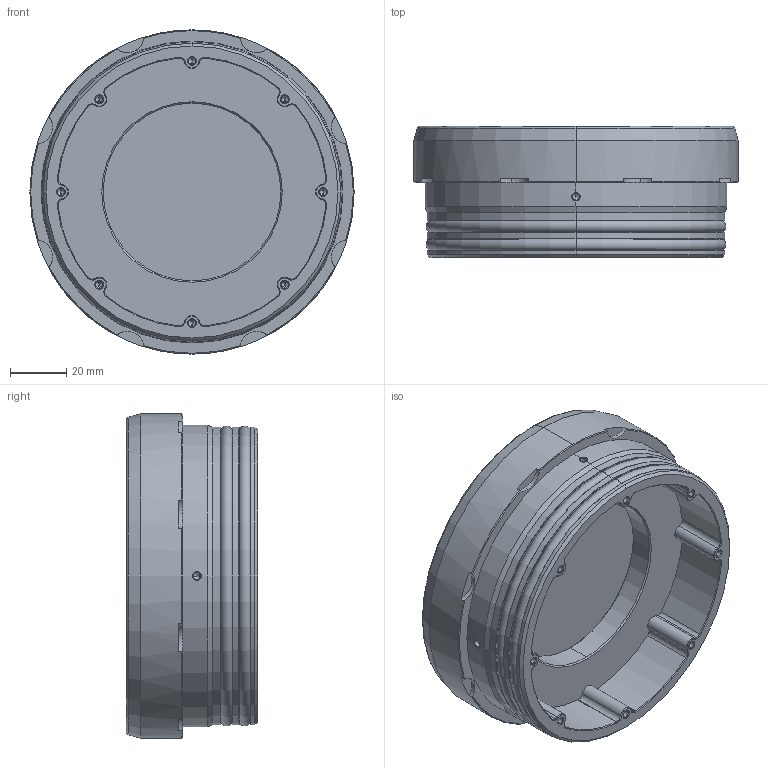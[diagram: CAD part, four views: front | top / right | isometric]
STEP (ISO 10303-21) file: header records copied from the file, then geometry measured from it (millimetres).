
FILE_DESCRIPTION (( 'STEP AP203' ), '1' );
FILE_NAME ('115產薛弝敦夥厙芞.STEP', '2023-12-21T06:28:27', ( '' ), ( '' ), 'SwSTEP 2.0', 'SolidWorks 2022', '' );
FILE_SCHEMA (( 'CONFIG_CONTROL_DESIGN' ));
Length unit declared in the file: millimetre
Products named in the file (1): 115產薛弝敦夥厙芞
Bounding box: 115 x 46.5 x 115 mm (x, y, z)
Volume: 235049.4 mm3; surface area: 47920.8 mm2
Topology: 1 solids, 1 shells, 232 faces, 574 edges, 339 vertices
Faces by surface type: cone 112, cylinder 87, plane 19, torus 14
Entity records: 7028 total; most frequent: CARTESIAN_POINT 1366, DIRECTION 1317, ORIENTED_EDGE 1100, AXIS2_PLACEMENT_3D 558, EDGE_CURVE 550, VERTEX_POINT 339, CIRCLE 325, EDGE_LOOP 251
